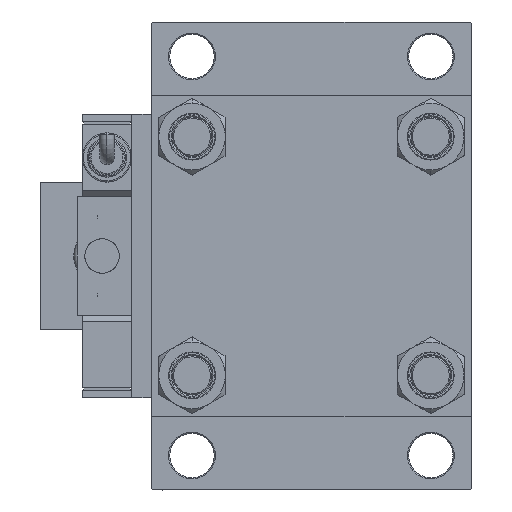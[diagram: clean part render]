
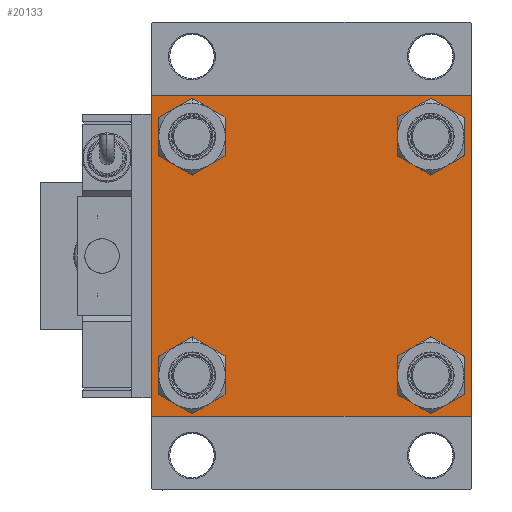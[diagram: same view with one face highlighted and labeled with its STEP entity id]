
A CAD part, left-side view. The second image highlights one B-rep face of the part: STEP entity #20133.
In plain terms, the highlighted planar face has unit normal (-1, 0, 0).
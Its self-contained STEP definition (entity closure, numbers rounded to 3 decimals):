
#158 = CIRCLE ( 'NONE', #30438, 8.5 ) ;
#1161 = CARTESIAN_POINT ( 'NONE',  ( 0., -48.45, 39.95 ) ) ;
#1351 = VERTEX_POINT ( 'NONE', #43454 ) ;
#1680 = DIRECTION ( 'NONE',  ( 0., 0., 1. ) ) ;
#1846 = LINE ( 'NONE', #34921, #16800 ) ;
#2015 = AXIS2_PLACEMENT_3D ( 'NONE', #18216, #22007, #1680 ) ;
#2195 = EDGE_CURVE ( 'NONE', #5339, #12906, #20740, .T. ) ;
#2247 = ORIENTED_EDGE ( 'NONE', *, *, #47750, .T. ) ;
#2380 = DIRECTION ( 'NONE',  ( 0., -0.707, -0.707 ) ) ;
#2424 = EDGE_CURVE ( 'NONE', #35194, #28164, #19784, .T. ) ;
#2946 = EDGE_CURVE ( 'NONE', #38040, #43786, #39792, .T. ) ;
#3607 = ORIENTED_EDGE ( 'NONE', *, *, #44185, .T. ) ;
#3644 = CARTESIAN_POINT ( 'NONE',  ( 0., 65., -64.5 ) ) ;
#3862 = FACE_BOUND ( 'NONE', #21075, .T. ) ;
#4014 = VERTEX_POINT ( 'NONE', #33798 ) ;
#4341 = EDGE_LOOP ( 'NONE', ( #2247, #31846, #47739, #26865, #33310, #9371, #25725, #27353 ) ) ;
#5339 = VERTEX_POINT ( 'NONE', #31107 ) ;
#6233 = VERTEX_POINT ( 'NONE', #31120 ) ;
#6491 = DIRECTION ( 'NONE',  ( 1., 0., 0. ) ) ;
#7316 = CARTESIAN_POINT ( 'NONE',  ( 0., -48.45, -48.45 ) ) ;
#8182 = CARTESIAN_POINT ( 'NONE',  ( 0., 0., 0. ) ) ;
#8440 = FACE_OUTER_BOUND ( 'NONE', #4341, .T. ) ;
#8470 = CARTESIAN_POINT ( 'NONE',  ( 0., -64.5, 65. ) ) ;
#8637 = AXIS2_PLACEMENT_3D ( 'NONE', #11733, #28267, #14982 ) ;
#9182 = AXIS2_PLACEMENT_3D ( 'NONE', #8182, #49390, #12244 ) ;
#9205 = CARTESIAN_POINT ( 'NONE',  ( 0., -64.75, 64.75 ) ) ;
#9371 = ORIENTED_EDGE ( 'NONE', *, *, #37449, .T. ) ;
#10043 = CARTESIAN_POINT ( 'NONE',  ( 0., -64.75, -64.75 ) ) ;
#11205 = CARTESIAN_POINT ( 'NONE',  ( 0., 48.45, 48.45 ) ) ;
#11379 = DIRECTION ( 'NONE',  ( 0., 0., 1. ) ) ;
#11733 = CARTESIAN_POINT ( 'NONE',  ( 0., -48.45, 48.45 ) ) ;
#12244 = DIRECTION ( 'NONE',  ( 0., 0., 1. ) ) ;
#12849 = EDGE_CURVE ( 'NONE', #26235, #16934, #31471, .T. ) ;
#12906 = VERTEX_POINT ( 'NONE', #1161 ) ;
#13794 = VECTOR ( 'NONE', #33048, 1000. ) ;
#14596 = DIRECTION ( 'NONE',  ( 0., 0., 1. ) ) ;
#14656 = DIRECTION ( 'NONE',  ( 0., 0., 1. ) ) ;
#14982 = DIRECTION ( 'NONE',  ( 0., 0., 1. ) ) ;
#15309 = EDGE_CURVE ( 'NONE', #22885, #38529, #31410, .T. ) ;
#15628 = CARTESIAN_POINT ( 'NONE',  ( 0., 65., 64.5 ) ) ;
#15640 = VECTOR ( 'NONE', #35255, 1000. ) ;
#15782 = VERTEX_POINT ( 'NONE', #15628 ) ;
#15845 = VECTOR ( 'NONE', #35206, 1000. ) ;
#16511 = CARTESIAN_POINT ( 'NONE',  ( 0., 65., 65. ) ) ;
#16800 = VECTOR ( 'NONE', #2380, 1000. ) ;
#16934 = VERTEX_POINT ( 'NONE', #49843 ) ;
#18038 = CARTESIAN_POINT ( 'NONE',  ( 0., 48.45, 48.45 ) ) ;
#18089 = CIRCLE ( 'NONE', #43209, 8.5 ) ;
#18216 = CARTESIAN_POINT ( 'NONE',  ( 0., -48.45, -48.45 ) ) ;
#18492 = DIRECTION ( 'NONE',  ( 0., 0.707, -0.707 ) ) ;
#18500 = AXIS2_PLACEMENT_3D ( 'NONE', #11205, #27745, #19604 ) ;
#18603 = EDGE_CURVE ( 'NONE', #25314, #22885, #1846, .T. ) ;
#18614 = EDGE_LOOP ( 'NONE', ( #18677, #48378 ) ) ;
#18677 = ORIENTED_EDGE ( 'NONE', *, *, #2195, .T. ) ;
#18724 = DIRECTION ( 'NONE',  ( 1., 0., 0. ) ) ;
#19604 = DIRECTION ( 'NONE',  ( 0., 0., 1. ) ) ;
#19784 = LINE ( 'NONE', #48806, #22461 ) ;
#20133 = ADVANCED_FACE ( 'NONE', ( #40458, #24166, #37179, #3862, #8440 ), #48585, .T. ) ;
#20501 = LINE ( 'NONE', #41634, #45826 ) ;
#20636 = DIRECTION ( 'NONE',  ( 0., 0., 1. ) ) ;
#20740 = CIRCLE ( 'NONE', #8637, 8.5 ) ;
#20870 = DIRECTION ( 'NONE',  ( 0., 0.707, 0.707 ) ) ;
#21075 = EDGE_LOOP ( 'NONE', ( #40148, #52064 ) ) ;
#21115 = CARTESIAN_POINT ( 'NONE',  ( 0., 64.5, -65. ) ) ;
#21492 = VECTOR ( 'NONE', #20870, 1000. ) ;
#22007 = DIRECTION ( 'NONE',  ( 1., 0., 0. ) ) ;
#22461 = VECTOR ( 'NONE', #23030, 1000. ) ;
#22885 = VERTEX_POINT ( 'NONE', #21115 ) ;
#23030 = DIRECTION ( 'NONE',  ( 0., 0., -1. ) ) ;
#23635 = EDGE_CURVE ( 'NONE', #43786, #38040, #40154, .T. ) ;
#24166 = FACE_BOUND ( 'NONE', #25717, .T. ) ;
#24641 = LINE ( 'NONE', #16511, #13794 ) ;
#25314 = VERTEX_POINT ( 'NONE', #3644 ) ;
#25503 = CARTESIAN_POINT ( 'NONE',  ( 0., -48.45, 48.45 ) ) ;
#25638 = DIRECTION ( 'NONE',  ( 0., 0., 1. ) ) ;
#25677 = AXIS2_PLACEMENT_3D ( 'NONE', #52329, #18724, #14656 ) ;
#25717 = EDGE_LOOP ( 'NONE', ( #47798, #25940 ) ) ;
#25725 = ORIENTED_EDGE ( 'NONE', *, *, #48695, .F. ) ;
#25902 = DIRECTION ( 'NONE',  ( 1., 0., 0. ) ) ;
#25940 = ORIENTED_EDGE ( 'NONE', *, *, #47205, .T. ) ;
#26235 = VERTEX_POINT ( 'NONE', #33435 ) ;
#26865 = ORIENTED_EDGE ( 'NONE', *, *, #50233, .T. ) ;
#27353 = ORIENTED_EDGE ( 'NONE', *, *, #46826, .T. ) ;
#27745 = DIRECTION ( 'NONE',  ( 1., 0., 0. ) ) ;
#28116 = EDGE_CURVE ( 'NONE', #12906, #5339, #48975, .T. ) ;
#28164 = VERTEX_POINT ( 'NONE', #38510 ) ;
#28267 = DIRECTION ( 'NONE',  ( 1., 0., 0. ) ) ;
#28561 = ORIENTED_EDGE ( 'NONE', *, *, #33679, .T. ) ;
#29891 = LINE ( 'NONE', #41302, #49265 ) ;
#30438 = AXIS2_PLACEMENT_3D ( 'NONE', #30599, #47945, #14596 ) ;
#30599 = CARTESIAN_POINT ( 'NONE',  ( 0., 48.45, -48.45 ) ) ;
#31107 = CARTESIAN_POINT ( 'NONE',  ( 0., -48.45, 56.95 ) ) ;
#31120 = CARTESIAN_POINT ( 'NONE',  ( 0., 48.45, -39.95 ) ) ;
#31410 = LINE ( 'NONE', #43334, #15845 ) ;
#31471 = CIRCLE ( 'NONE', #2015, 8.5 ) ;
#31627 = AXIS2_PLACEMENT_3D ( 'NONE', #25503, #41248, #20636 ) ;
#31846 = ORIENTED_EDGE ( 'NONE', *, *, #18603, .T. ) ;
#32794 = AXIS2_PLACEMENT_3D ( 'NONE', #18038, #25902, #25638 ) ;
#33048 = DIRECTION ( 'NONE',  ( 0., -1., 0. ) ) ;
#33310 = ORIENTED_EDGE ( 'NONE', *, *, #2424, .F. ) ;
#33435 = CARTESIAN_POINT ( 'NONE',  ( 0., -48.45, -39.95 ) ) ;
#33617 = LINE ( 'NONE', #9205, #21492 ) ;
#33679 = EDGE_CURVE ( 'NONE', #1351, #6233, #44771, .T. ) ;
#33798 = CARTESIAN_POINT ( 'NONE',  ( 0., 64.5, 65. ) ) ;
#34458 = CARTESIAN_POINT ( 'NONE',  ( 0., 48.45, 39.95 ) ) ;
#34801 = VERTEX_POINT ( 'NONE', #8470 ) ;
#34921 = CARTESIAN_POINT ( 'NONE',  ( 0., 64.75, -64.75 ) ) ;
#35194 = VERTEX_POINT ( 'NONE', #46023 ) ;
#35206 = DIRECTION ( 'NONE',  ( 0., -1., 0. ) ) ;
#35255 = DIRECTION ( 'NONE',  ( 0., -0.707, 0.707 ) ) ;
#37179 = FACE_BOUND ( 'NONE', #37925, .T. ) ;
#37302 = DIRECTION ( 'NONE',  ( 0., 0., -1. ) ) ;
#37449 = EDGE_CURVE ( 'NONE', #35194, #34801, #33617, .T. ) ;
#37925 = EDGE_LOOP ( 'NONE', ( #3607, #28561 ) ) ;
#38040 = VERTEX_POINT ( 'NONE', #46172 ) ;
#38510 = CARTESIAN_POINT ( 'NONE',  ( 0., -65., -64.5 ) ) ;
#38529 = VERTEX_POINT ( 'NONE', #51491 ) ;
#39792 = CIRCLE ( 'NONE', #32794, 8.5 ) ;
#40148 = ORIENTED_EDGE ( 'NONE', *, *, #2946, .T. ) ;
#40154 = CIRCLE ( 'NONE', #18500, 8.5 ) ;
#40458 = FACE_BOUND ( 'NONE', #18614, .T. ) ;
#41248 = DIRECTION ( 'NONE',  ( 1., 0., 0. ) ) ;
#41302 = CARTESIAN_POINT ( 'NONE',  ( 0., 64.75, 64.75 ) ) ;
#41634 = CARTESIAN_POINT ( 'NONE',  ( 0., 65., 65. ) ) ;
#43209 = AXIS2_PLACEMENT_3D ( 'NONE', #7316, #6491, #11379 ) ;
#43334 = CARTESIAN_POINT ( 'NONE',  ( 0., 65., -65. ) ) ;
#43454 = CARTESIAN_POINT ( 'NONE',  ( 0., 48.45, -56.95 ) ) ;
#43786 = VERTEX_POINT ( 'NONE', #34458 ) ;
#44185 = EDGE_CURVE ( 'NONE', #6233, #1351, #158, .T. ) ;
#44771 = CIRCLE ( 'NONE', #25677, 8.5 ) ;
#45826 = VECTOR ( 'NONE', #37302, 1000. ) ;
#46023 = CARTESIAN_POINT ( 'NONE',  ( 0., -65., 64.5 ) ) ;
#46172 = CARTESIAN_POINT ( 'NONE',  ( 0., 48.45, 56.95 ) ) ;
#46826 = EDGE_CURVE ( 'NONE', #4014, #15782, #29891, .T. ) ;
#47205 = EDGE_CURVE ( 'NONE', #16934, #26235, #18089, .T. ) ;
#47209 = LINE ( 'NONE', #10043, #15640 ) ;
#47739 = ORIENTED_EDGE ( 'NONE', *, *, #15309, .T. ) ;
#47750 = EDGE_CURVE ( 'NONE', #15782, #25314, #20501, .T. ) ;
#47798 = ORIENTED_EDGE ( 'NONE', *, *, #12849, .T. ) ;
#47945 = DIRECTION ( 'NONE',  ( 1., 0., 0. ) ) ;
#48378 = ORIENTED_EDGE ( 'NONE', *, *, #28116, .T. ) ;
#48585 = PLANE ( 'NONE',  #9182 ) ;
#48695 = EDGE_CURVE ( 'NONE', #4014, #34801, #24641, .T. ) ;
#48806 = CARTESIAN_POINT ( 'NONE',  ( 0., -65., 65. ) ) ;
#48975 = CIRCLE ( 'NONE', #31627, 8.5 ) ;
#49265 = VECTOR ( 'NONE', #18492, 1000. ) ;
#49390 = DIRECTION ( 'NONE',  ( -1., 0., 0. ) ) ;
#49843 = CARTESIAN_POINT ( 'NONE',  ( 0., -48.45, -56.95 ) ) ;
#50233 = EDGE_CURVE ( 'NONE', #38529, #28164, #47209, .T. ) ;
#51491 = CARTESIAN_POINT ( 'NONE',  ( 0., -64.5, -65. ) ) ;
#52064 = ORIENTED_EDGE ( 'NONE', *, *, #23635, .T. ) ;
#52329 = CARTESIAN_POINT ( 'NONE',  ( 0., 48.45, -48.45 ) ) ;
